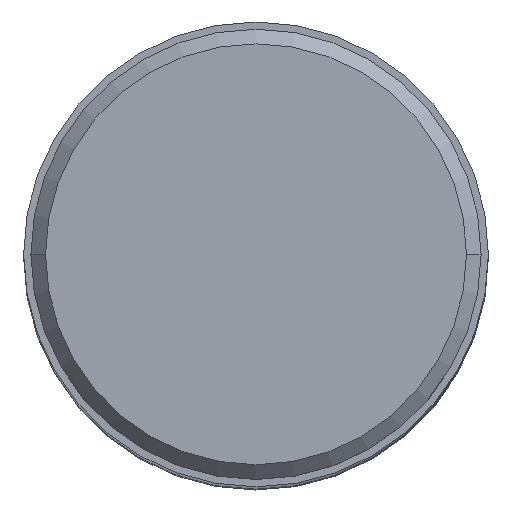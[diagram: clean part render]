
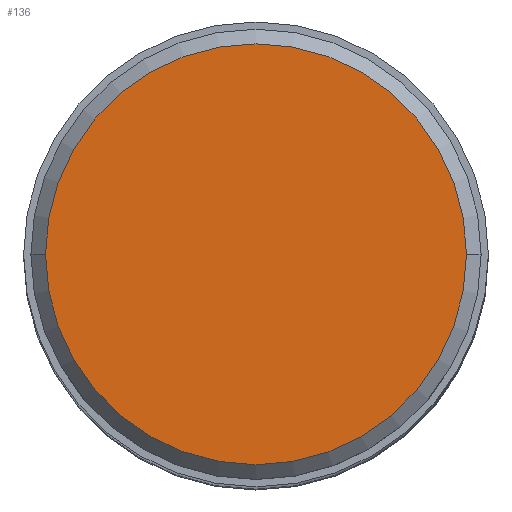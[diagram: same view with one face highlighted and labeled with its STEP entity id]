
A CAD part, top view. The second image highlights one B-rep face of the part: STEP entity #136.
In plain terms, the highlighted planar face has unit normal (0, 0, 1).
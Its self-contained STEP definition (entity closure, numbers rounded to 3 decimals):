
#62=PLANE('',#1049);
#136=ADVANCED_FACE('',(#190),#62,.T.);
#190=FACE_OUTER_BOUND('',#242,.T.);
#242=EDGE_LOOP('',(#456,#457,#458,#459));
#456=ORIENTED_EDGE('',*,*,#638,.T.);
#457=ORIENTED_EDGE('',*,*,#636,.T.);
#458=ORIENTED_EDGE('',*,*,#635,.T.);
#459=ORIENTED_EDGE('',*,*,#639,.T.);
#526=VERTEX_POINT('',#1614);
#527=VERTEX_POINT('',#1616);
#528=VERTEX_POINT('',#1618);
#529=VERTEX_POINT('',#1622);
#635=EDGE_CURVE('',#527,#526,#729,.T.);
#636=EDGE_CURVE('',#528,#527,#730,.T.);
#638=EDGE_CURVE('',#529,#528,#731,.T.);
#639=EDGE_CURVE('',#526,#529,#732,.T.);
#729=CIRCLE('',#1043,14.375);
#730=CIRCLE('',#1044,14.375);
#731=CIRCLE('',#1046,14.375);
#732=CIRCLE('',#1047,14.375);
#1043=AXIS2_PLACEMENT_3D('',#1615,#1363,#1364);
#1044=AXIS2_PLACEMENT_3D('',#1617,#1365,#1366);
#1046=AXIS2_PLACEMENT_3D('',#1621,#1370,#1371);
#1047=AXIS2_PLACEMENT_3D('',#1623,#1372,#1373);
#1049=AXIS2_PLACEMENT_3D('',#1625,#1376,#1377);
#1363=DIRECTION('',(0.,0.,1.));
#1364=DIRECTION('',(0.,-1.,0.));
#1365=DIRECTION('',(0.,0.,1.));
#1366=DIRECTION('',(-1.,0.,0.));
#1370=DIRECTION('',(0.,0.,1.));
#1371=DIRECTION('',(0.,1.,0.));
#1372=DIRECTION('',(0.,0.,1.));
#1373=DIRECTION('',(1.,0.,0.));
#1376=DIRECTION('',(0.,0.,1.));
#1377=DIRECTION('',(1.,0.,0.));
#1614=CARTESIAN_POINT('',(14.375,0.,0.));
#1615=CARTESIAN_POINT('',(0.,0.,0.));
#1616=CARTESIAN_POINT('',(0.,-14.375,0.));
#1617=CARTESIAN_POINT('',(0.,0.,0.));
#1618=CARTESIAN_POINT('',(-14.375,0.,0.));
#1621=CARTESIAN_POINT('',(0.,0.,0.));
#1622=CARTESIAN_POINT('',(0.,14.375,0.));
#1623=CARTESIAN_POINT('',(0.,0.,0.));
#1625=CARTESIAN_POINT('',(0.,0.001,0.));
